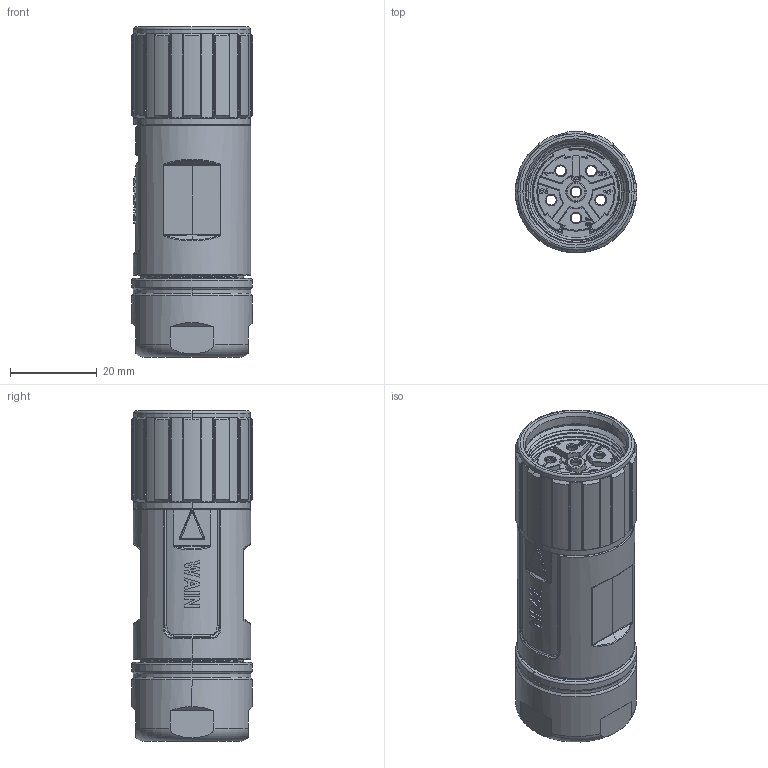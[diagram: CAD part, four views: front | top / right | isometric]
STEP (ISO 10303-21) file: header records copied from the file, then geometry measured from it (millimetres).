
FILE_DESCRIPTION((''),'2;1');
FILE_NAME('M23-F04-4-TH-DXX-SH_SW0001','2017-08-31T',('hq.zhang'),(''),'PRO/ENGINEER BY PARAMETRIC TECHNOLOGY CORPORATION, 2012480','PRO/ENGINEER BY PARAMETRIC TECHNOLOGY CORPORATION, 2012480','');
FILE_SCHEMA(('AUTOMOTIVE_DESIGN { 1 0 10303 214 1 1 1 1 }'));
Products named in the file (1): M23-F04-4-TH-DXX-SH_SW0001
Bounding box: 28 x 27.97 x 76 mm (x, y, z)
Volume: 25854.4 mm3; surface area: 33689.3 mm2
Topology: 1 solids, 1 shells, 2377 faces, 6486 edges, 4100 vertices
Faces by surface type: plane 739, cylinder 629, cone 366, bspline 309, torus 238, extrusion 53, sphere 43
Entity records: 101835 total; most frequent: CARTESIAN_POINT 44351, ORIENTED_EDGE 12972, DIRECTION 11010, EDGE_CURVE 6486, AXIS2_PLACEMENT_3D 4269, VERTEX_POINT 4100, EDGE_LOOP 2502, VECTOR 2472
